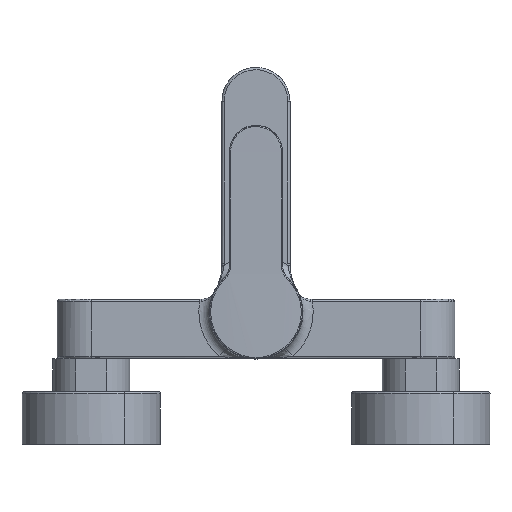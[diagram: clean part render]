
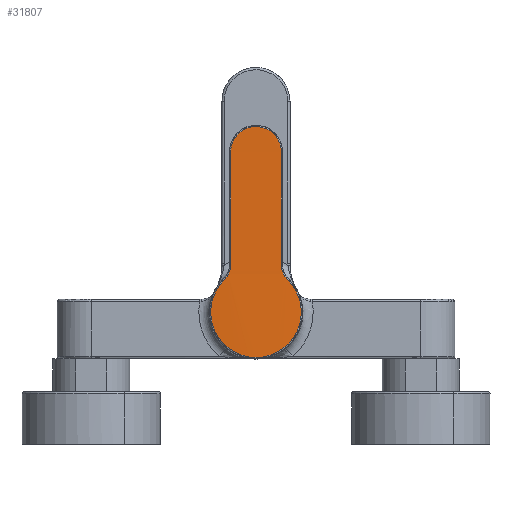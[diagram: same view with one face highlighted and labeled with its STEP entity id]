
A CAD part, top view. The second image highlights one B-rep face of the part: STEP entity #31807.
In plain terms, the highlighted cylindrical face has radius 500 mm (diameter 1000 mm), a partial arc.
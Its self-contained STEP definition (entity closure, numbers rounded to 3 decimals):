
#31444=CARTESIAN_POINT('Vertex',(-13.925,15.473,94.58)) ;
#31454=CARTESIAN_POINT('Vertex',(-15.329,13.857,94.539)) ;
#31458=CARTESIAN_POINT('Control Point',(-15.329,13.857,94.539)) ;
#31459=CARTESIAN_POINT('Control Point',(-15.067,14.195,94.547)) ;
#31460=CARTESIAN_POINT('Control Point',(-14.795,14.526,94.555)) ;
#31461=CARTESIAN_POINT('Control Point',(-14.514,14.85,94.563)) ;
#31462=CARTESIAN_POINT('Control Point',(-14.224,15.166,94.571)) ;
#31463=CARTESIAN_POINT('Control Point',(-13.925,15.473,94.58)) ;
#31631=CARTESIAN_POINT('Vertex',(-16.268,12.65,94.509)) ;
#31641=CARTESIAN_POINT('Vertex',(0.,-20.593,94.774)) ;
#31645=CARTESIAN_POINT('Control Point',(0.,-20.593,94.774)) ;
#31646=CARTESIAN_POINT('Control Point',(-5.219,-20.593,94.774)) ;
#31647=CARTESIAN_POINT('Control Point',(-10.44,-18.945,94.706)) ;
#31648=CARTESIAN_POINT('Control Point',(-14.956,-15.635,94.566)) ;
#31649=CARTESIAN_POINT('Control Point',(-20.497,-7.737,94.359)) ;
#31650=CARTESIAN_POINT('Control Point',(-21.141,1.701,94.325)) ;
#31651=CARTESIAN_POINT('Control Point',(-20.405,5.778,94.359)) ;
#31652=CARTESIAN_POINT('Control Point',(-18.716,9.51,94.429)) ;
#31653=CARTESIAN_POINT('Control Point',(-16.268,12.65,94.509)) ;
#31694=CARTESIAN_POINT('Control Point',(-15.329,13.857,94.539)) ;
#31695=CARTESIAN_POINT('Control Point',(-15.511,13.623,94.533)) ;
#31696=CARTESIAN_POINT('Control Point',(-15.696,13.385,94.527)) ;
#31697=CARTESIAN_POINT('Control Point',(-15.883,13.144,94.521)) ;
#31698=CARTESIAN_POINT('Control Point',(-16.074,12.899,94.515)) ;
#31699=CARTESIAN_POINT('Control Point',(-16.268,12.65,94.509)) ;
#31708=CARTESIAN_POINT('Axis2P3D Location',(0.,31.838,-405.226)) ;
#31713=CARTESIAN_POINT('Line Origine',(11.522,31.838,94.641)) ;
#31717=CARTESIAN_POINT('Vertex',(11.522,21.394,94.641)) ;
#31719=CARTESIAN_POINT('Vertex',(11.522,73.,94.641)) ;
#31723=CARTESIAN_POINT('Control Point',(11.522,73.,94.641)) ;
#31724=CARTESIAN_POINT('Control Point',(11.522,75.326,94.641)) ;
#31725=CARTESIAN_POINT('Control Point',(10.934,77.652,94.655)) ;
#31726=CARTESIAN_POINT('Control Point',(9.756,79.779,94.682)) ;
#31727=CARTESIAN_POINT('Control Point',(7.266,82.38,94.727)) ;
#31728=CARTESIAN_POINT('Control Point',(4.074,83.86,94.759)) ;
#31729=CARTESIAN_POINT('Control Point',(2.952,84.216,94.767)) ;
#31730=CARTESIAN_POINT('Control Point',(-0.511,84.849,94.782)) ;
#31731=CARTESIAN_POINT('Control Point',(-4.047,84.161,94.766)) ;
#31732=CARTESIAN_POINT('Control Point',(-6.239,83.103,94.74)) ;
#31733=CARTESIAN_POINT('Control Point',(-9.175,80.594,94.692)) ;
#31734=CARTESIAN_POINT('Control Point',(-10.868,77.205,94.656)) ;
#31735=CARTESIAN_POINT('Control Point',(-11.304,75.833,94.646)) ;
#31736=CARTESIAN_POINT('Control Point',(-11.522,74.416,94.641)) ;
#31737=CARTESIAN_POINT('Control Point',(-11.522,73.,94.641)) ;
#31738=CARTESIAN_POINT('Vertex',(-11.522,73.,94.641)) ;
#31741=CARTESIAN_POINT('Line Origine',(-11.522,31.838,94.641)) ;
#31745=CARTESIAN_POINT('Vertex',(-11.522,21.394,94.641)) ;
#31749=CARTESIAN_POINT('Control Point',(-11.522,21.394,94.641)) ;
#31750=CARTESIAN_POINT('Control Point',(-11.522,19.756,94.641)) ;
#31751=CARTESIAN_POINT('Control Point',(-11.944,18.117,94.631)) ;
#31752=CARTESIAN_POINT('Control Point',(-12.784,16.648,94.612)) ;
#31753=CARTESIAN_POINT('Control Point',(-13.925,15.473,94.58)) ;
#31756=CARTESIAN_POINT('Control Point',(0.,-20.593,94.774)) ;
#31757=CARTESIAN_POINT('Control Point',(4.004,-20.593,94.774)) ;
#31758=CARTESIAN_POINT('Control Point',(8.009,-19.621,94.734)) ;
#31759=CARTESIAN_POINT('Control Point',(11.698,-17.677,94.652)) ;
#31760=CARTESIAN_POINT('Control Point',(16.291,-13.547,94.515)) ;
#31761=CARTESIAN_POINT('Control Point',(19.079,-8.182,94.411)) ;
#31762=CARTESIAN_POINT('Control Point',(19.786,-6.29,94.382)) ;
#31763=CARTESIAN_POINT('Control Point',(21.005,-1.201,94.333)) ;
#31764=CARTESIAN_POINT('Control Point',(20.595,4.074,94.349)) ;
#31765=CARTESIAN_POINT('Control Point',(19.708,7.23,94.387)) ;
#31766=CARTESIAN_POINT('Control Point',(18.232,10.13,94.445)) ;
#31767=CARTESIAN_POINT('Control Point',(16.268,12.65,94.509)) ;
#31768=CARTESIAN_POINT('Vertex',(16.268,12.65,94.509)) ;
#31772=CARTESIAN_POINT('Control Point',(16.268,12.65,94.509)) ;
#31773=CARTESIAN_POINT('Control Point',(15.95,13.058,94.519)) ;
#31774=CARTESIAN_POINT('Control Point',(15.637,13.461,94.529)) ;
#31775=CARTESIAN_POINT('Control Point',(15.329,13.857,94.539)) ;
#31776=CARTESIAN_POINT('Vertex',(15.329,13.857,94.539)) ;
#31780=CARTESIAN_POINT('Control Point',(15.329,13.857,94.539)) ;
#31781=CARTESIAN_POINT('Control Point',(14.892,14.421,94.552)) ;
#31782=CARTESIAN_POINT('Control Point',(14.422,14.961,94.566)) ;
#31783=CARTESIAN_POINT('Control Point',(13.925,15.473,94.58)) ;
#31784=CARTESIAN_POINT('Vertex',(13.925,15.473,94.58)) ;
#31788=CARTESIAN_POINT('Control Point',(11.522,21.394,94.641)) ;
#31789=CARTESIAN_POINT('Control Point',(11.522,19.756,94.641)) ;
#31790=CARTESIAN_POINT('Control Point',(11.944,18.117,94.631)) ;
#31791=CARTESIAN_POINT('Control Point',(12.784,16.648,94.612)) ;
#31792=CARTESIAN_POINT('Control Point',(13.925,15.473,94.58)) ;
#31715=VECTOR('Line Direction',#31714,1.) ;
#31743=VECTOR('Line Direction',#31742,1.) ;
#31709=DIRECTION('Axis2P3D Direction',(0.,1.,-0.)) ;
#31710=DIRECTION('Axis2P3D XDirection',(-0.042,0.,0.999)) ;
#31714=DIRECTION('Vector Direction',(0.,1.,0.)) ;
#31742=DIRECTION('Vector Direction',(0.,1.,0.)) ;
#31711=AXIS2_PLACEMENT_3D('Cylinder Axis2P3D',#31708,#31709,#31710) ;
#31716=LINE('Line',#31713,#31715) ;
#31744=LINE('Line',#31741,#31743) ;
#31712=CYLINDRICAL_SURFACE('generated cylinder',#31711,500.) ;
#31464=EDGE_CURVE('',#31445,#31455,#31457,.F.) ;
#31654=EDGE_CURVE('',#31632,#31642,#31644,.F.) ;
#31700=EDGE_CURVE('',#31455,#31632,#31693,.T.) ;
#31721=EDGE_CURVE('',#31718,#31720,#31716,.T.) ;
#31740=EDGE_CURVE('',#31720,#31739,#31722,.T.) ;
#31747=EDGE_CURVE('',#31739,#31746,#31744,.F.) ;
#31754=EDGE_CURVE('',#31746,#31445,#31748,.T.) ;
#31770=EDGE_CURVE('',#31642,#31769,#31755,.T.) ;
#31778=EDGE_CURVE('',#31769,#31777,#31771,.T.) ;
#31786=EDGE_CURVE('',#31777,#31785,#31779,.T.) ;
#31793=EDGE_CURVE('',#31785,#31718,#31787,.F.) ;
#31795=ORIENTED_EDGE('',*,*,#31721,.T.) ;
#31796=ORIENTED_EDGE('',*,*,#31740,.T.) ;
#31797=ORIENTED_EDGE('',*,*,#31747,.T.) ;
#31798=ORIENTED_EDGE('',*,*,#31754,.T.) ;
#31799=ORIENTED_EDGE('',*,*,#31464,.T.) ;
#31800=ORIENTED_EDGE('',*,*,#31700,.T.) ;
#31801=ORIENTED_EDGE('',*,*,#31654,.T.) ;
#31802=ORIENTED_EDGE('',*,*,#31770,.T.) ;
#31803=ORIENTED_EDGE('',*,*,#31778,.T.) ;
#31804=ORIENTED_EDGE('',*,*,#31786,.T.) ;
#31805=ORIENTED_EDGE('',*,*,#31793,.T.) ;
#31794=EDGE_LOOP('',(#31795,#31796,#31797,#31798,#31799,#31800,#31801,#31802,#31803,#31804,#31805)) ;
#31445=VERTEX_POINT('',#31444) ;
#31455=VERTEX_POINT('',#31454) ;
#31632=VERTEX_POINT('',#31631) ;
#31642=VERTEX_POINT('',#31641) ;
#31718=VERTEX_POINT('',#31717) ;
#31720=VERTEX_POINT('',#31719) ;
#31739=VERTEX_POINT('',#31738) ;
#31746=VERTEX_POINT('',#31745) ;
#31769=VERTEX_POINT('',#31768) ;
#31777=VERTEX_POINT('',#31776) ;
#31785=VERTEX_POINT('',#31784) ;
#31807=ADVANCED_FACE('P32544.1\\PartBody',(#31806),#31712,.T.) ;
#31457=B_SPLINE_CURVE_WITH_KNOTS('',5,(#31458,#31459,#31460,#31461,#31462,#31463),.UNSPECIFIED.,.F.,.U.,(6,6),(39.814,41.992),.UNSPECIFIED.) ;
#31644=B_SPLINE_CURVE_WITH_KNOTS('',5,(#31645,#31646,#31647,#31648,#31649,#31650,#31651,#31652,#31653),.UNSPECIFIED.,.F.,.U.,(6,3,6),(204.965,232.187,252.962),.UNSPECIFIED.) ;
#31693=B_SPLINE_CURVE_WITH_KNOTS('',5,(#31694,#31695,#31696,#31697,#31698,#31699),.UNSPECIFIED.,.F.,.U.,(6,6),(500.004,501.533),.UNSPECIFIED.) ;
#31722=B_SPLINE_CURVE_WITH_KNOTS('',5,(#31723,#31724,#31725,#31726,#31727,#31728,#31729,#31730,#31731,#31732,#31733,#31734,#31735,#31736,#31737),.UNSPECIFIED.,.F.,.U.,(6,3,3,3,6),(0.,16.497,24.753,41.262,51.307),.UNSPECIFIED.) ;
#31748=B_SPLINE_CURVE_WITH_KNOTS('',4,(#31749,#31750,#31751,#31752,#31753),.UNSPECIFIED.,.F.,.U.,(5,5),(0.,9.284),.UNSPECIFIED.) ;
#31755=B_SPLINE_CURVE_WITH_KNOTS('',5,(#31756,#31757,#31758,#31759,#31760,#31761,#31762,#31763,#31764,#31765,#31766,#31767),.UNSPECIFIED.,.F.,.U.,(6,3,3,6),(0.,28.511,42.753,65.507),.UNSPECIFIED.) ;
#31771=B_SPLINE_CURVE_WITH_KNOTS('',3,(#31772,#31773,#31774,#31775),.UNSPECIFIED.,.F.,.U.,(4,4),(0.,2.163),.UNSPECIFIED.) ;
#31779=B_SPLINE_CURVE_WITH_KNOTS('',3,(#31780,#31781,#31782,#31783),.UNSPECIFIED.,.F.,.U.,(4,4),(0.,3.03),.UNSPECIFIED.) ;
#31787=B_SPLINE_CURVE_WITH_KNOTS('',4,(#31788,#31789,#31790,#31791,#31792),.UNSPECIFIED.,.F.,.U.,(5,5),(0.,9.296),.UNSPECIFIED.) ;
#31806=FACE_OUTER_BOUND('',#31794,.T.) ;
